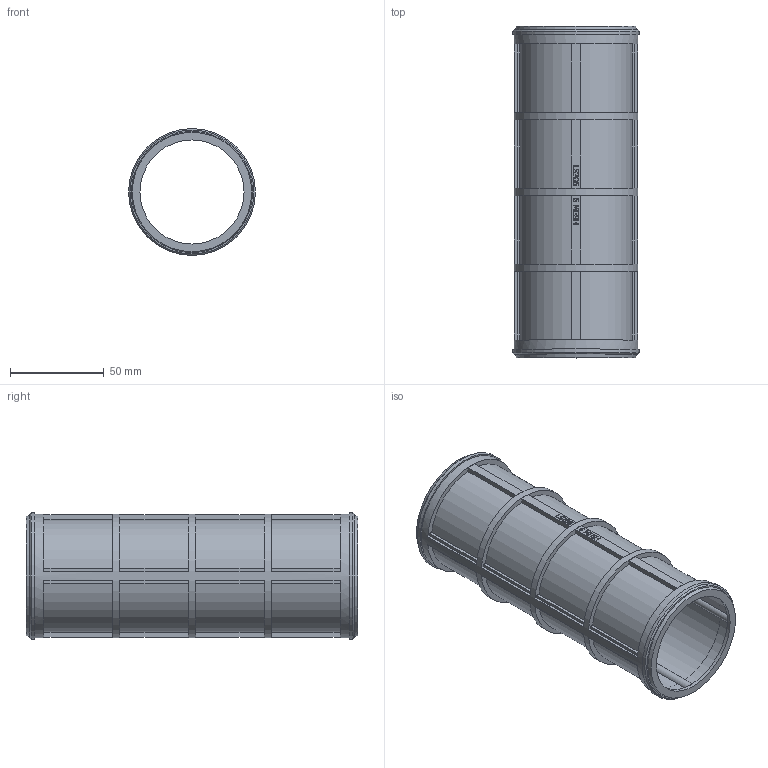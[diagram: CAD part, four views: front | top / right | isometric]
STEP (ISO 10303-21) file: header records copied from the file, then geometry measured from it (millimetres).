
FILE_DESCRIPTION(/* description */ ('2" LS SCREEN - 6 MESH'),/* implementation_level */ '2;1');
FILE_NAME(/* name */ 'LS206.stp',/* time_stamp */ '2019-09-05T11:48:31-04:00',/* author */ ('areid'),/* organization */ (''),/* preprocessor_version */ 'ST-DEVELOPER v17',/* originating_system */ 'Autodesk Inventor 2019',/* authorisation */ '');
FILE_SCHEMA (('AUTOMOTIVE_DESIGN { 1 0 10303 214 3 1 1 }'));
Length unit declared in the file: inch
Products named in the file (1): LS206
Bounding box: 67.72 x 177.29 x 67.72 mm (x, y, z)
Volume: 44255.6 mm3; surface area: 78327.6 mm2
Topology: 1 solids, 1 shells, 459 faces, 1253 edges, 837 vertices
Faces by surface type: plane 321, bspline 101, cylinder 29, cone 4, sphere 4
Full cylindrical faces by diameter (mm): 55.626 x1, 60.452 x1, 66.04 x1, 67.716 x2
Entity records: 15107 total; most frequent: CARTESIAN_POINT 3973, ORIENTED_EDGE 2506, DIRECTION 1874, EDGE_CURVE 1253, LINE 936, VECTOR 936, VERTEX_POINT 837, EDGE_LOOP 502
